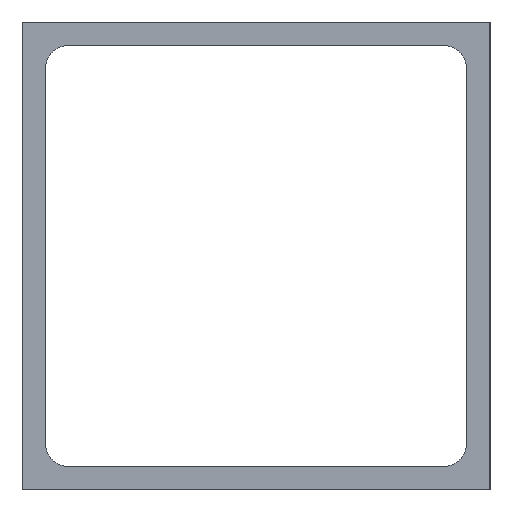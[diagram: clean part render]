
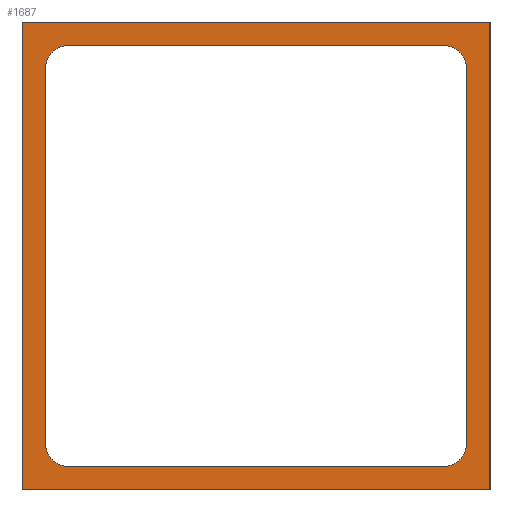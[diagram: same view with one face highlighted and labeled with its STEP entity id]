
A CAD part, left-side view. The second image highlights one B-rep face of the part: STEP entity #1687.
In plain terms, the highlighted planar face has unit normal (-1, 0, 0).
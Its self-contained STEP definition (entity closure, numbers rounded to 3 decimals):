
#21=FACE_BOUND('',#254,.T.);
#87=PLANE('',#1851);
#165=FACE_OUTER_BOUND('',#253,.T.);
#253=EDGE_LOOP('',(#1403,#1404,#1405,#1406));
#254=EDGE_LOOP('',(#1407,#1408,#1409,#1410,#1411,#1412,#1413,#1414));
#310=LINE('',#2404,#474);
#318=LINE('',#2423,#482);
#439=LINE('',#2783,#603);
#440=LINE('',#2784,#604);
#441=LINE('',#2785,#605);
#442=LINE('',#2789,#606);
#443=LINE('',#2793,#607);
#444=LINE('',#2797,#608);
#474=VECTOR('',#1918,10.);
#482=VECTOR('',#1932,10.);
#603=VECTOR('',#2295,10.);
#604=VECTOR('',#2296,10.);
#605=VECTOR('',#2297,10.);
#606=VECTOR('',#2300,10.);
#607=VECTOR('',#2303,10.);
#608=VECTOR('',#2306,10.);
#691=CIRCLE('',#1852,1.);
#692=CIRCLE('',#1853,1.);
#693=CIRCLE('',#1854,1.);
#694=CIRCLE('',#1855,1.);
#715=VERTEX_POINT('',#2397);
#718=VERTEX_POINT('',#2402);
#723=VERTEX_POINT('',#2416);
#726=VERTEX_POINT('',#2421);
#843=VERTEX_POINT('',#2781);
#844=VERTEX_POINT('',#2782);
#845=VERTEX_POINT('',#2786);
#846=VERTEX_POINT('',#2788);
#847=VERTEX_POINT('',#2790);
#848=VERTEX_POINT('',#2792);
#849=VERTEX_POINT('',#2794);
#850=VERTEX_POINT('',#2796);
#882=EDGE_CURVE('',#715,#718,#310,.T.);
#892=EDGE_CURVE('',#723,#726,#318,.T.);
#1071=EDGE_CURVE('',#843,#844,#439,.T.);
#1072=EDGE_CURVE('',#844,#723,#440,.T.);
#1073=EDGE_CURVE('',#726,#843,#441,.T.);
#1074=EDGE_CURVE('',#718,#845,#691,.T.);
#1075=EDGE_CURVE('',#845,#846,#442,.T.);
#1076=EDGE_CURVE('',#846,#847,#692,.T.);
#1077=EDGE_CURVE('',#847,#848,#443,.T.);
#1078=EDGE_CURVE('',#848,#849,#693,.T.);
#1079=EDGE_CURVE('',#849,#850,#444,.T.);
#1080=EDGE_CURVE('',#850,#715,#694,.T.);
#1403=ORIENTED_EDGE('',*,*,#1071,.T.);
#1404=ORIENTED_EDGE('',*,*,#1072,.T.);
#1405=ORIENTED_EDGE('',*,*,#892,.T.);
#1406=ORIENTED_EDGE('',*,*,#1073,.T.);
#1407=ORIENTED_EDGE('',*,*,#1074,.T.);
#1408=ORIENTED_EDGE('',*,*,#1075,.T.);
#1409=ORIENTED_EDGE('',*,*,#1076,.T.);
#1410=ORIENTED_EDGE('',*,*,#1077,.T.);
#1411=ORIENTED_EDGE('',*,*,#1078,.T.);
#1412=ORIENTED_EDGE('',*,*,#1079,.T.);
#1413=ORIENTED_EDGE('',*,*,#1080,.T.);
#1414=ORIENTED_EDGE('',*,*,#882,.T.);
#1687=ADVANCED_FACE('',(#165,#21),#87,.F.);
#1851=AXIS2_PLACEMENT_3D('',#2780,#2293,#2294);
#1852=AXIS2_PLACEMENT_3D('',#2787,#2298,#2299);
#1853=AXIS2_PLACEMENT_3D('',#2791,#2301,#2302);
#1854=AXIS2_PLACEMENT_3D('',#2795,#2304,#2305);
#1855=AXIS2_PLACEMENT_3D('',#2798,#2307,#2308);
#1918=DIRECTION('',(0.,0.,1.));
#1932=DIRECTION('',(0.,0.,-1.));
#2293=DIRECTION('center_axis',(1.,0.,0.));
#2294=DIRECTION('ref_axis',(0.,0.,-1.));
#2295=DIRECTION('',(0.,0.,1.));
#2296=DIRECTION('',(0.,1.,0.));
#2297=DIRECTION('',(0.,-1.,0.));
#2298=DIRECTION('center_axis',(1.,0.,0.));
#2299=DIRECTION('ref_axis',(0.,1.,0.));
#2300=DIRECTION('',(0.,-1.,0.));
#2301=DIRECTION('center_axis',(1.,0.,0.));
#2302=DIRECTION('ref_axis',(0.,0.,1.));
#2303=DIRECTION('',(0.,0.,-1.));
#2304=DIRECTION('center_axis',(1.,0.,0.));
#2305=DIRECTION('ref_axis',(0.,-1.,0.));
#2306=DIRECTION('',(0.,1.,0.));
#2307=DIRECTION('center_axis',(1.,0.,0.));
#2308=DIRECTION('ref_axis',(0.,0.,-1.));
#2397=CARTESIAN_POINT('',(-165.,9.,-8.));
#2402=CARTESIAN_POINT('',(-165.,9.,8.));
#2404=CARTESIAN_POINT('',(-165.,9.,8.));
#2416=CARTESIAN_POINT('',(-165.,10.,10.));
#2421=CARTESIAN_POINT('',(-165.,10.,-10.));
#2423=CARTESIAN_POINT('',(-165.,10.,10.));
#2780=CARTESIAN_POINT('Origin',(-165.,0.,0.));
#2781=CARTESIAN_POINT('',(-165.,-10.,-10.));
#2782=CARTESIAN_POINT('',(-165.,-10.,10.));
#2783=CARTESIAN_POINT('',(-165.,-10.,-10.));
#2784=CARTESIAN_POINT('',(-165.,-10.,10.));
#2785=CARTESIAN_POINT('',(-165.,10.,-10.));
#2786=CARTESIAN_POINT('',(-165.,8.,9.));
#2787=CARTESIAN_POINT('Origin',(-165.,8.,8.));
#2788=CARTESIAN_POINT('',(-165.,-8.,9.));
#2789=CARTESIAN_POINT('',(-165.,-8.,9.));
#2790=CARTESIAN_POINT('',(-165.,-9.,8.));
#2791=CARTESIAN_POINT('Origin',(-165.,-8.,8.));
#2792=CARTESIAN_POINT('',(-165.,-9.,-8.));
#2793=CARTESIAN_POINT('',(-165.,-9.,8.));
#2794=CARTESIAN_POINT('',(-165.,-8.,-9.));
#2795=CARTESIAN_POINT('Origin',(-165.,-8.,-8.));
#2796=CARTESIAN_POINT('',(-165.,8.,-9.));
#2797=CARTESIAN_POINT('',(-165.,8.,-9.));
#2798=CARTESIAN_POINT('Origin',(-165.,8.,-8.));
